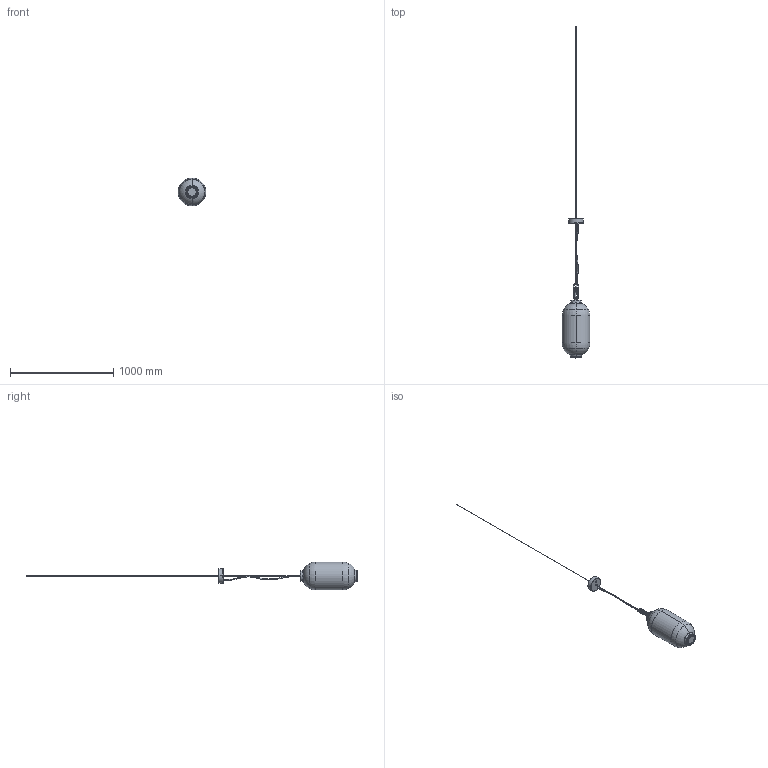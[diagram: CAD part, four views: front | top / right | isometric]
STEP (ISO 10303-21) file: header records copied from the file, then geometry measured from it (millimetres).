
FILE_DESCRIPTION (( 'STEP AP214' ), '1' );
FILE_NAME ('BAI BA BA.STEP', '2015-04-09T19:10:44', ( 'Josep Sancho' ), ( '' ), 'SwSTEP 2.0', 'SolidWorks 2010', '' );
FILE_SCHEMA (( 'AUTOMOTIVE_DESIGN' ));
Length unit declared in the file: millimetre
Products named in the file (26): 067601800000 - DIFUS CRISTAL DIAM.270X550; 080103700000 - CONJUNTO ESTRUCTURA DIFUSOR BAI BA BA; 059701000000 - VARILLA CHAPA 4,5X427MM 3MM ESP.; 026703600000 - DISCO DIAM.90MM EXT. DIAM.81MM INT. X 3MM ESP.; 026703700000 - DISCO DIAM.90X3MM; 067602200148 - DIFUS POLICARBONATO LED DIAM.80X423MM GLASEADO; 080103900000 - CONJUNTO TAPA SUPERIOR BAI; 056201500000 - TUBO DIAM.116X32MM; 026704100000 - DISCO DIAM.83,5X2MM ALUMINIO; 056201400000 - TUBO DIAM.116X33MM ROSC.HEMB.DIAM.86-200; 061900100000 - FUNDICIÓN A LA TIERRA CANCAMO 181,5MM MECANIZ. BAI; 026703900000 - DISCO DIAM.90X2MM DIAM.INT.36MM; 026704000143 - DISCO DIAM.80,5X2MM DIAM.INT.36MM PROTEGIDO; 067602100140 - DIFUS PMMA DIAM.83X3MM HIELO 1 CARA MATE; 017600300000 - CABLE ACERO INOX DIAM.1,25 X 2,5M CON TOPE; 022605900105 - ARAND SILICONA TRANSP. DIAM.106X1,5MM; 017801100000 - MANGUERA TEXTIL 5X0,75 PVC+PVC (varios colores, curvada); FLORON BAI BA BA - BAI MA MA; 060701100000 - REPULSADO DIAM.140X40 ESP.1MM; 054100500000 - TAPON GRAFILADO DIAM.12X10 T2; 013100400006 - PASACABLES PVC NEGRO DIAM.17X7MM T.INTERIOR 9MM; 061700600000 - CILINDRO ROSCA MACHO DIAM.86-200 X29MM ALUMINIO; 061700700000 - CILINDRO CHAPA PERFORADA DIAM.84X34MM; 056800200000 - DISIPADOR PACK TERMICO DIAM.74 9,8KV.; 053700500148 - FIELTRO 33X275MM PVC GLASEADO; BAI BA BA
Assembly tree (30 placements, depth 3):
  BAI BA BA
    026703900000 - DISCO DIAM.90X2MM DIAM.INT.36MM
    061700600000 - CILINDRO ROSCA MACHO DIAM.86-200 X29MM ALUMINIO
    FLORON BAI BA BA - BAI MA MA
      013100400006 - PASACABLES PVC NEGRO DIAM.17X7MM T.INTERIOR 9MM
      054100500000 - TAPON GRAFILADO DIAM.12X10 T2
      060701100000 - REPULSADO DIAM.140X40 ESP.1MM
    061900100000 - FUNDICIÓN A LA TIERRA CANCAMO 181,5MM MECANIZ. BAI
    017801100000 - MANGUERA TEXTIL 5X0,75 PVC+PVC (varios colores, curvada)
    056201400000 - TUBO DIAM.116X33MM ROSC.HEMB.DIAM.86-200
    022605900105 - ARAND SILICONA TRANSP. DIAM.106X1,5MM
    067601800000 - DIFUS CRISTAL DIAM.270X550
    017600300000 - CABLE ACERO INOX DIAM.1,25 X 2,5M CON TOPE
    067602200148 - DIFUS POLICARBONATO LED DIAM.80X423MM GLASEADO
    053700500148 - FIELTRO 33X275MM PVC GLASEADO  x2
    061700700000 - CILINDRO CHAPA PERFORADA DIAM.84X34MM  x2
    080103900000 - CONJUNTO TAPA SUPERIOR BAI
      026704100000 - DISCO DIAM.83,5X2MM ALUMINIO
      056201500000 - TUBO DIAM.116X32MM
    056800200000 - DISIPADOR PACK TERMICO DIAM.74 9,8KV.
    067602100140 - DIFUS PMMA DIAM.83X3MM HIELO 1 CARA MATE
    080103700000 - CONJUNTO ESTRUCTURA DIFUSOR BAI BA BA
      059701000000 - VARILLA CHAPA 4,5X427MM 3MM ESP.  x4
      026703700000 - DISCO DIAM.90X3MM
      026703600000 - DISCO DIAM.90MM EXT. DIAM.81MM INT. X 3MM ESP.
    026704000143 - DISCO DIAM.80,5X2MM DIAM.INT.36MM PROTEGIDO
Bounding box: 270 x 3219.84 x 270 mm (x, y, z)
Volume: 2581386.9 mm3; surface area: 1443134 mm2
Topology: 27 solids, 27 shells, 1823 faces, 5230 edges, 3421 vertices
Faces by surface type: bspline 1322, cylinder 197, plane 154, cone 98, torus 52
Entity records: 102536 total; most frequent: CARTESIAN_POINT 77132, ORIENTED_EDGE 6140, EDGE_CURVE 3070, DIRECTION 2534, B_SPLINE_CURVE_WITH_KNOTS 2062, VERTEX_POINT 1989, EDGE_LOOP 1855, FACE_OUTER_BOUND 1115
